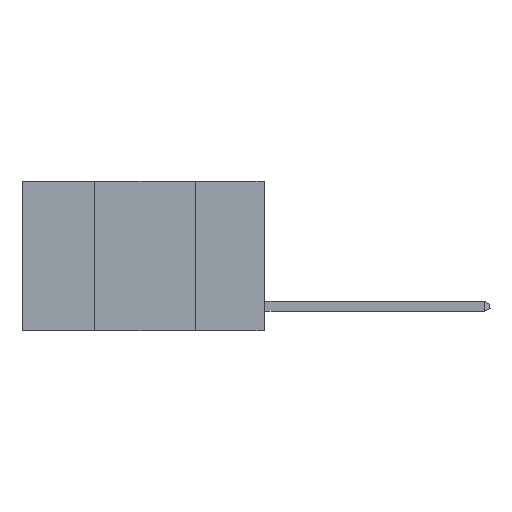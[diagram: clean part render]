
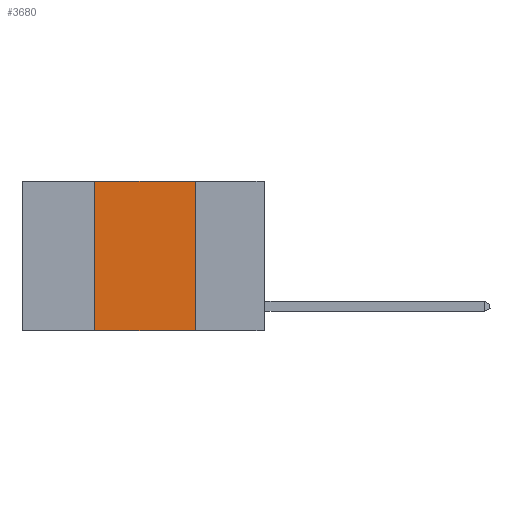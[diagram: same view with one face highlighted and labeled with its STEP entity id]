
A CAD part, left-side view. The second image highlights one B-rep face of the part: STEP entity #3680.
In plain terms, the highlighted planar face has unit normal (-1, 0, 0).
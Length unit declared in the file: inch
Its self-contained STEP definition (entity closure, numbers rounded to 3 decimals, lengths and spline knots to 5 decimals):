
#713 = VERTEX_POINT ( 'NONE', #3781 ) ;
#777 = CARTESIAN_POINT ( 'NONE',  ( 0., 0.6, 0. ) ) ;
#832 = FACE_OUTER_BOUND ( 'NONE', #9579, .T. ) ;
#1143 = EDGE_CURVE ( 'NONE', #1856, #713, #4631, .T. ) ;
#1376 = LINE ( 'NONE', #8075, #3960 ) ;
#1498 = CARTESIAN_POINT ( 'NONE',  ( 0., 0.6, -0.37 ) ) ;
#1669 = VECTOR ( 'NONE', #9642, 39.37008 ) ;
#1856 = VERTEX_POINT ( 'NONE', #4178 ) ;
#2812 = DIRECTION ( 'NONE',  ( 0., -1., 0. ) ) ;
#2821 = VECTOR ( 'NONE', #4752, 39.37008 ) ;
#3213 = PLANE ( 'NONE',  #3323 ) ;
#3323 = AXIS2_PLACEMENT_3D ( 'NONE', #777, #9740, #8073 ) ;
#3680 = ADVANCED_FACE ( 'NONE', ( #832 ), #3213, .F. ) ;
#3781 = CARTESIAN_POINT ( 'NONE',  ( 0., 0.17, -0.37 ) ) ;
#3960 = VECTOR ( 'NONE', #10506, 39.37008 ) ;
#4178 = CARTESIAN_POINT ( 'NONE',  ( 0., 0.17, 0. ) ) ;
#4631 = LINE ( 'NONE', #6349, #1669 ) ;
#4752 = DIRECTION ( 'NONE',  ( 0., -1., 0. ) ) ;
#4910 = EDGE_CURVE ( 'NONE', #5120, #5977, #1376, .T. ) ;
#5020 = ORIENTED_EDGE ( 'NONE', *, *, #9561, .T. ) ;
#5120 = VERTEX_POINT ( 'NONE', #8344 ) ;
#5752 = ORIENTED_EDGE ( 'NONE', *, *, #10486, .F. ) ;
#5935 = ORIENTED_EDGE ( 'NONE', *, *, #4910, .F. ) ;
#5977 = VERTEX_POINT ( 'NONE', #6231 ) ;
#6231 = CARTESIAN_POINT ( 'NONE',  ( 0., 0.42, 0. ) ) ;
#6349 = CARTESIAN_POINT ( 'NONE',  ( 0., 0.17, 0. ) ) ;
#6419 = LINE ( 'NONE', #1498, #2821 ) ;
#7101 = ORIENTED_EDGE ( 'NONE', *, *, #1143, .F. ) ;
#8073 = DIRECTION ( 'NONE',  ( 0., 0., -1. ) ) ;
#8075 = CARTESIAN_POINT ( 'NONE',  ( 0., 0.42, 0. ) ) ;
#8344 = CARTESIAN_POINT ( 'NONE',  ( 0., 0.42, -0.37 ) ) ;
#8515 = VECTOR ( 'NONE', #2812, 39.37008 ) ;
#9334 = LINE ( 'NONE', #9391, #8515 ) ;
#9391 = CARTESIAN_POINT ( 'NONE',  ( 0., 0.6, 0. ) ) ;
#9561 = EDGE_CURVE ( 'NONE', #5120, #713, #6419, .T. ) ;
#9579 = EDGE_LOOP ( 'NONE', ( #7101, #5752, #5935, #5020 ) ) ;
#9642 = DIRECTION ( 'NONE',  ( 0., 0., -1. ) ) ;
#9740 = DIRECTION ( 'NONE',  ( 1., 0., 0. ) ) ;
#10486 = EDGE_CURVE ( 'NONE', #5977, #1856, #9334, .T. ) ;
#10506 = DIRECTION ( 'NONE',  ( 0., 0., 1. ) ) ;
